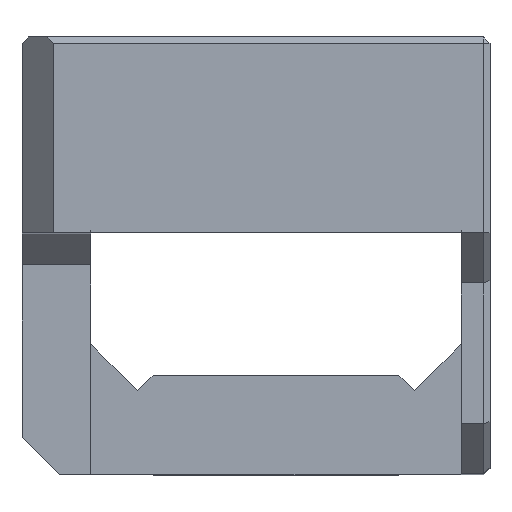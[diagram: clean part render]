
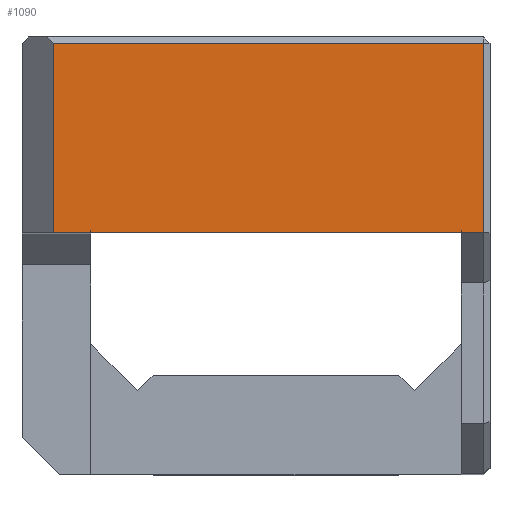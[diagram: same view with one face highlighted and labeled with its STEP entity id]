
A CAD part, top view. The second image highlights one B-rep face of the part: STEP entity #1090.
In plain terms, the highlighted planar face has unit normal (0, 0, 1).
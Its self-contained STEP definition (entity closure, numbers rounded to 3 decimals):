
#40=PLANE('',#1188);
#95=FACE_OUTER_BOUND('',#150,.T.);
#150=EDGE_LOOP('',(#808,#809,#810,#811));
#224=LINE('',#1584,#359);
#229=LINE('',#1594,#364);
#232=LINE('',#1600,#367);
#233=LINE('',#1601,#368);
#359=VECTOR('',#1306,10.);
#364=VECTOR('',#1313,10.);
#367=VECTOR('',#1318,10.);
#368=VECTOR('',#1319,10.);
#524=VERTEX_POINT('',#1581);
#525=VERTEX_POINT('',#1583);
#529=VERTEX_POINT('',#1593);
#531=VERTEX_POINT('',#1599);
#634=EDGE_CURVE('',#524,#525,#224,.T.);
#639=EDGE_CURVE('',#525,#529,#229,.T.);
#642=EDGE_CURVE('',#524,#531,#232,.T.);
#643=EDGE_CURVE('',#529,#531,#233,.T.);
#808=ORIENTED_EDGE('',*,*,#634,.F.);
#809=ORIENTED_EDGE('',*,*,#642,.T.);
#810=ORIENTED_EDGE('',*,*,#643,.F.);
#811=ORIENTED_EDGE('',*,*,#639,.F.);
#1090=ADVANCED_FACE('',(#95),#40,.T.);
#1188=AXIS2_PLACEMENT_3D('',#1598,#1316,#1317);
#1306=DIRECTION('',(0.,1.,0.));
#1313=DIRECTION('',(1.,0.,0.));
#1316=DIRECTION('center_axis',(0.,0.,1.));
#1317=DIRECTION('ref_axis',(1.,0.,0.));
#1318=DIRECTION('',(1.,0.,0.));
#1319=DIRECTION('',(0.,-1.,0.));
#1581=CARTESIAN_POINT('',(-56.,6.093,114.));
#1583=CARTESIAN_POINT('',(-56.,36.5,114.));
#1584=CARTESIAN_POINT('',(-56.,20.,114.));
#1593=CARTESIAN_POINT('',(13.,36.5,114.));
#1594=CARTESIAN_POINT('',(-52.75,36.5,114.));
#1598=CARTESIAN_POINT('Origin',(-55.5,2.5,114.));
#1599=CARTESIAN_POINT('',(13.,6.093,114.));
#1600=CARTESIAN_POINT('',(-61.,6.093,114.));
#1601=CARTESIAN_POINT('',(13.,-15.,114.));
